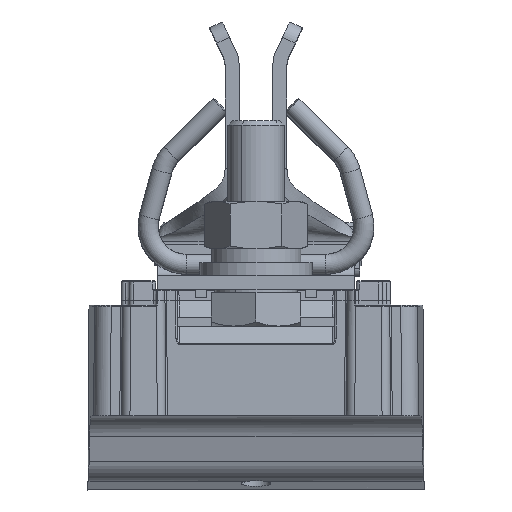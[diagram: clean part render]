
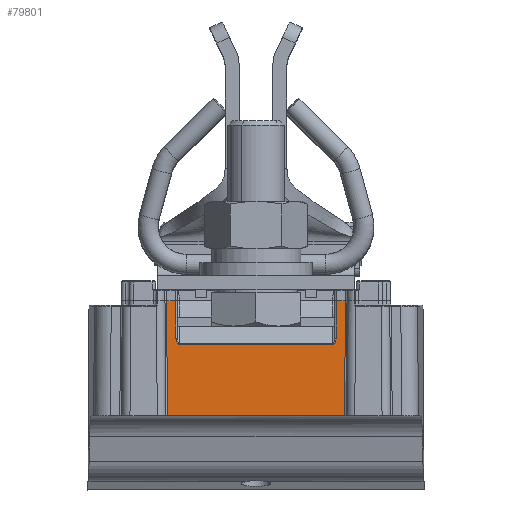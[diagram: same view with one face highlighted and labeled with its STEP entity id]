
A CAD part, top view. The second image highlights one B-rep face of the part: STEP entity #79801.
In plain terms, the highlighted face is planar.
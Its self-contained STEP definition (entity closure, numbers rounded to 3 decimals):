
#37730=CARTESIAN_POINT('',(15.895,-75.605,
33.5));
#37738=CARTESIAN_POINT('',(15.776,-75.724,
13.));
#40279=DIRECTION('',(-1.,0.,0.));
#40280=VECTOR('',#40279,1.6);
#40281=CARTESIAN_POINT('',(15.895,-75.605,
33.5));
#40282=LINE('',#40281,#40280);
#40287=DIRECTION('',(1.,0.,0.));
#40288=VECTOR('',#40287,1.6);
#40289=CARTESIAN_POINT('',(-15.895,-75.605,
33.5));
#40290=LINE('',#40289,#40288);
#40291=DIRECTION('',(0.006,-0.006,-1.));
#40292=VECTOR('',#40291,6.707);
#40293=CARTESIAN_POINT('',(-14.295,-75.605,
33.5));
#40294=LINE('',#40293,#40292);
#40295=CARTESIAN_POINT('',(-14.256,-75.644,
26.793));
#40296=CARTESIAN_POINT('',(-14.244,-75.645,
26.608));
#40297=CARTESIAN_POINT('',(-14.215,-75.647,
26.301));
#40298=CARTESIAN_POINT('',(-14.126,-75.648,
26.097));
#40299=CARTESIAN_POINT('',(-14.068,-75.649,
25.966));
#40300=CARTESIAN_POINT('',(-14.027,-75.649,
25.899));
#40301=CARTESIAN_POINT('',(-13.993,-75.65,
25.85));
#40302=CARTESIAN_POINT('',(-13.896,-75.65,
25.752));
#40303=CARTESIAN_POINT('',(-13.772,-75.651,
25.665));
#40304=CARTESIAN_POINT('',(-13.692,-75.651,
25.652));
#40305=CARTESIAN_POINT('',(-13.651,-75.651,
25.654));
#40307=DIRECTION('',(0.006,0.006,1.));
#40308=VECTOR('',#40307,6.707);
#40309=CARTESIAN_POINT('',(14.256,-75.644,
26.793));
#40310=LINE('',#40309,#40308);
#40311=DIRECTION('',(-0.006,-0.006,-1.));
#40312=VECTOR('',#40311,20.501);
#40313=CARTESIAN_POINT('',(15.895,-75.605,
33.5));
#40314=LINE('',#40313,#40312);
#40315=DIRECTION('',(-1.,0.,0.));
#40316=VECTOR('',#40315,31.551);
#40317=CARTESIAN_POINT('',(15.776,-75.724,
13.));
#40318=LINE('',#40317,#40316);
#40319=DIRECTION('',(-0.006,0.006,1.));
#40320=VECTOR('',#40319,20.501);
#40321=CARTESIAN_POINT('',(-15.776,-75.724,
13.));
#40322=LINE('',#40321,#40320);
#40407=CARTESIAN_POINT('',(14.256,-75.644,
26.793));
#40408=CARTESIAN_POINT('',(14.243,-75.645,
26.601));
#40409=CARTESIAN_POINT('',(14.212,-75.647,
26.285));
#40410=CARTESIAN_POINT('',(14.125,-75.648,
26.092));
#40411=CARTESIAN_POINT('',(14.065,-75.649,
25.964));
#40412=CARTESIAN_POINT('',(14.024,-75.649,
25.895));
#40413=CARTESIAN_POINT('',(13.991,-75.65,
25.845));
#40414=CARTESIAN_POINT('',(13.897,-75.65,
25.751));
#40415=CARTESIAN_POINT('',(13.771,-75.651,
25.666));
#40416=CARTESIAN_POINT('',(13.692,-75.651,
25.653));
#40417=CARTESIAN_POINT('',(13.651,-75.651,
25.654));
#40423=DIRECTION('',(-1.,0.,0.));
#40424=VECTOR('',#40423,27.302);
#40425=CARTESIAN_POINT('',(13.651,-75.651,
25.654));
#40426=LINE('',#40425,#40424);
#40451=CARTESIAN_POINT('',(-15.776,-75.724,
13.));
#46368=VERTEX_POINT('',#37730);
#46371=VERTEX_POINT('',#37738);
#46390=VERTEX_POINT('',#40451);
#46698=CARTESIAN_POINT('',(-15.895,-75.605,
33.5));
#46699=VERTEX_POINT('',#46698);
#46700=CARTESIAN_POINT('',(-14.295,-75.605,
33.5));
#46701=VERTEX_POINT('',#46700);
#46731=CARTESIAN_POINT('',(14.295,-75.605,
33.5));
#46732=VERTEX_POINT('',#46731);
#46733=CARTESIAN_POINT('',(-14.256,-75.644,
26.793));
#46734=VERTEX_POINT('',#46733);
#46735=VERTEX_POINT('',#40305);
#46736=CARTESIAN_POINT('',(13.651,-75.651,
25.654));
#46737=VERTEX_POINT('',#46736);
#46738=VERTEX_POINT('',#40407);
#79778=CARTESIAN_POINT('',(0.,-75.8,0.));
#79779=DIRECTION('',(0.,-1.,0.006));
#79780=DIRECTION('',(-1.,0.,0.));
#79781=AXIS2_PLACEMENT_3D('',#79778,#79779,#79780);
#79782=PLANE('',#79781);
#79783=ORIENTED_EDGE('',*,*,#79356,.T.);
#79785=ORIENTED_EDGE('',*,*,#79784,.T.);
#79787=ORIENTED_EDGE('',*,*,#79786,.T.);
#79789=ORIENTED_EDGE('',*,*,#79788,.F.);
#79791=ORIENTED_EDGE('',*,*,#79790,.F.);
#79793=ORIENTED_EDGE('',*,*,#79792,.T.);
#79794=ORIENTED_EDGE('',*,*,#79765,.F.);
#79795=ORIENTED_EDGE('',*,*,#71136,.T.);
#79796=ORIENTED_EDGE('',*,*,#71196,.T.);
#79798=ORIENTED_EDGE('',*,*,#79797,.T.);
#79799=EDGE_LOOP('',(#79783,#79785,#79787,#79789,#79791,#79793,#79794,#79795,
#79796,#79798));
#79800=FACE_OUTER_BOUND('',#79799,.F.);
#40306=B_SPLINE_CURVE_WITH_KNOTS('',3,(#40295,#40296,#40297,#40298,#40299,
#40300,#40301,#40302,#40303,#40304,#40305),.UNSPECIFIED.,.F.,.F.,(4,1,1,1,1,1,1,
1,4),(0.,0.125,0.25,0.375,0.5,0.625,0.75,0.875,1.),
.UNSPECIFIED.);
#40418=B_SPLINE_CURVE_WITH_KNOTS('',3,(#40407,#40408,#40409,#40410,#40411,
#40412,#40413,#40414,#40415,#40416,#40417),.UNSPECIFIED.,.F.,.F.,(4,1,1,1,1,1,1,
1,4),(0.,0.125,0.25,0.375,0.5,0.625,0.75,0.875,1.),
.UNSPECIFIED.);
#71136=EDGE_CURVE('',#46368,#46371,#40314,.T.);
#71196=EDGE_CURVE('',#46371,#46390,#40318,.T.);
#79356=EDGE_CURVE('',#46699,#46701,#40290,.T.);
#79765=EDGE_CURVE('',#46368,#46732,#40282,.T.);
#79784=EDGE_CURVE('',#46701,#46734,#40294,.T.);
#79786=EDGE_CURVE('',#46734,#46735,#40306,.T.);
#79788=EDGE_CURVE('',#46737,#46735,#40426,.T.);
#79790=EDGE_CURVE('',#46738,#46737,#40418,.T.);
#79792=EDGE_CURVE('',#46738,#46732,#40310,.T.);
#79797=EDGE_CURVE('',#46390,#46699,#40322,.T.);
#79801=ADVANCED_FACE('',(#79800),#79782,.T.);
